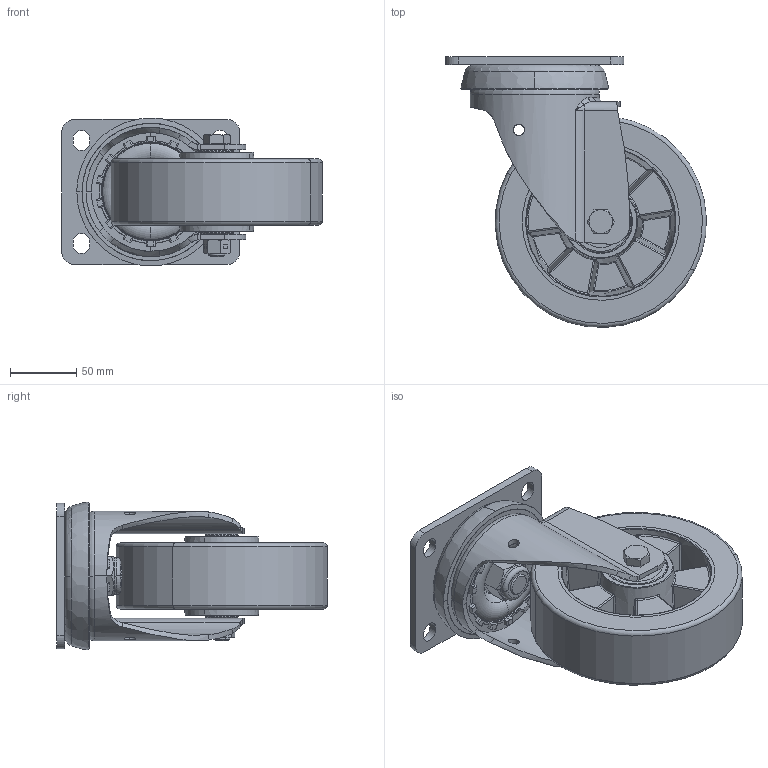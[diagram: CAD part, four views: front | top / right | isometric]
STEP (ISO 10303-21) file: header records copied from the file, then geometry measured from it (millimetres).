
FILE_DESCRIPTION (( 'STEP AP214' ), '1' );
FILE_NAME ('0047414_L-IHB-EPUA-160-K-3_(A-01).step', '2019-08-08T09:43:51', ( 'Windows-Benutzer' ), ( '' ), 'SwSTEP 2.0', 'SolidWorks 2018', '' );
FILE_SCHEMA (( 'AUTOMOTIVE_DESIGN' ));
Length unit declared in the file: millimetre
Products named in the file (1): 0047414_L-IHB-EPUA-160-K-3_(A-01)
Bounding box: 197.43 x 204.93 x 111.98 mm (x, y, z)
Volume: 1124875.8 mm3; surface area: 272138.4 mm2
Topology: 16 solids, 16 shells, 773 faces, 1814 edges, 1086 vertices
Faces by surface type: cylinder 207, plane 203, torus 128, bspline 106, cone 69, sphere 60
Entity records: 36265 total; most frequent: CARTESIAN_POINT 10553, ORIENTED_EDGE 3628, DIRECTION 3516, EDGE_CURVE 1814, AXIS2_PLACEMENT_3D 1493, VERTEX_POINT 1086, EDGE_LOOP 830, CIRCLE 825
